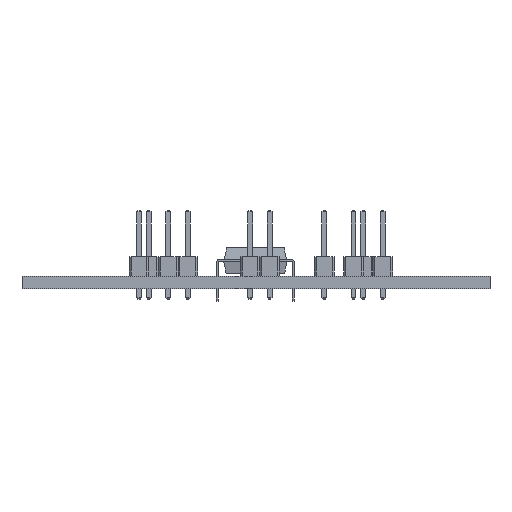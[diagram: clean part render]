
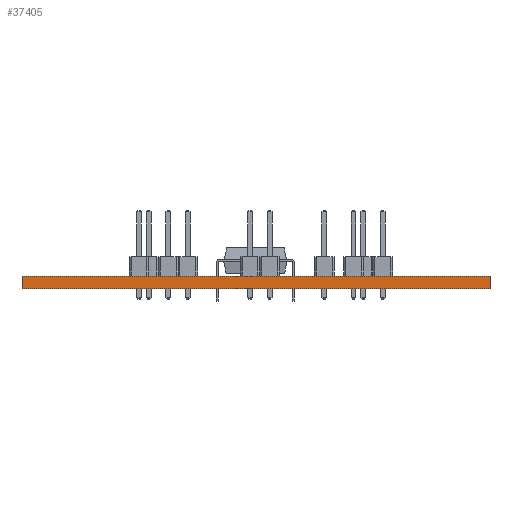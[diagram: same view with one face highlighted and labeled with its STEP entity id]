
A CAD part, front view. The second image highlights one B-rep face of the part: STEP entity #37405.
In plain terms, the highlighted planar face has unit normal (0, -1, 0).
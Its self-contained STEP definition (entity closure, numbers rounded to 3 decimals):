
#37224 = PLANE('',#37225);
#37225 = AXIS2_PLACEMENT_3D('',#37226,#37227,#37228);
#37226 = CARTESIAN_POINT('',(222.25,-45.72,0.));
#37227 = DIRECTION('',(1.,0.,0.));
#37228 = DIRECTION('',(0.,-1.,0.));
#37249 = VERTEX_POINT('',#37250);
#37250 = CARTESIAN_POINT('',(222.25,-144.78,1.6));
#37264 = PLANE('',#37265);
#37265 = AXIS2_PLACEMENT_3D('',#37266,#37267,#37268);
#37266 = CARTESIAN_POINT('',(191.77,-95.25,1.6));
#37267 = DIRECTION('',(0.,0.,-1.));
#37268 = DIRECTION('',(-1.,0.,0.));
#37276 = EDGE_CURVE('',#37277,#37249,#37279,.T.);
#37277 = VERTEX_POINT('',#37278);
#37278 = CARTESIAN_POINT('',(222.25,-144.78,0.));
#37279 = SURFACE_CURVE('',#37280,(#37284,#37291),.PCURVE_S1.);
#37280 = LINE('',#37281,#37282);
#37281 = CARTESIAN_POINT('',(222.25,-144.78,0.));
#37282 = VECTOR('',#37283,1.);
#37283 = DIRECTION('',(0.,0.,1.));
#37284 = PCURVE('',#37224,#37285);
#37285 = DEFINITIONAL_REPRESENTATION('',(#37286),#37290);
#37286 = LINE('',#37287,#37288);
#37287 = CARTESIAN_POINT('',(99.06,0.));
#37288 = VECTOR('',#37289,1.);
#37289 = DIRECTION('',(0.,-1.));
#37290 = ( GEOMETRIC_REPRESENTATION_CONTEXT(2) 
PARAMETRIC_REPRESENTATION_CONTEXT() REPRESENTATION_CONTEXT('2D SPACE',''
  ) );
#37291 = PCURVE('',#37292,#37297);
#37292 = PLANE('',#37293);
#37293 = AXIS2_PLACEMENT_3D('',#37294,#37295,#37296);
#37294 = CARTESIAN_POINT('',(222.25,-144.78,0.));
#37295 = DIRECTION('',(0.,-1.,0.));
#37296 = DIRECTION('',(-1.,0.,0.));
#37297 = DEFINITIONAL_REPRESENTATION('',(#37298),#37302);
#37298 = LINE('',#37299,#37300);
#37299 = CARTESIAN_POINT('',(0.,0.));
#37300 = VECTOR('',#37301,1.);
#37301 = DIRECTION('',(0.,-1.));
#37302 = ( GEOMETRIC_REPRESENTATION_CONTEXT(2) 
PARAMETRIC_REPRESENTATION_CONTEXT() REPRESENTATION_CONTEXT('2D SPACE',''
  ) );
#37318 = PLANE('',#37319);
#37319 = AXIS2_PLACEMENT_3D('',#37320,#37321,#37322);
#37320 = CARTESIAN_POINT('',(191.77,-95.25,0.));
#37321 = DIRECTION('',(0.,0.,-1.));
#37322 = DIRECTION('',(-1.,0.,0.));
#37351 = PLANE('',#37352);
#37352 = AXIS2_PLACEMENT_3D('',#37353,#37354,#37355);
#37353 = CARTESIAN_POINT('',(161.29,-144.78,0.));
#37354 = DIRECTION('',(-1.,0.,0.));
#37355 = DIRECTION('',(0.,1.,0.));
#37405 = ADVANCED_FACE('',(#37406),#37292,.T.);
#37406 = FACE_BOUND('',#37407,.T.);
#37407 = EDGE_LOOP('',(#37408,#37409,#37432,#37455));
#37408 = ORIENTED_EDGE('',*,*,#37276,.T.);
#37409 = ORIENTED_EDGE('',*,*,#37410,.T.);
#37410 = EDGE_CURVE('',#37249,#37411,#37413,.T.);
#37411 = VERTEX_POINT('',#37412);
#37412 = CARTESIAN_POINT('',(161.29,-144.78,1.6));
#37413 = SURFACE_CURVE('',#37414,(#37418,#37425),.PCURVE_S1.);
#37414 = LINE('',#37415,#37416);
#37415 = CARTESIAN_POINT('',(222.25,-144.78,1.6));
#37416 = VECTOR('',#37417,1.);
#37417 = DIRECTION('',(-1.,0.,0.));
#37418 = PCURVE('',#37292,#37419);
#37419 = DEFINITIONAL_REPRESENTATION('',(#37420),#37424);
#37420 = LINE('',#37421,#37422);
#37421 = CARTESIAN_POINT('',(0.,-1.6));
#37422 = VECTOR('',#37423,1.);
#37423 = DIRECTION('',(1.,0.));
#37424 = ( GEOMETRIC_REPRESENTATION_CONTEXT(2) 
PARAMETRIC_REPRESENTATION_CONTEXT() REPRESENTATION_CONTEXT('2D SPACE',''
  ) );
#37425 = PCURVE('',#37264,#37426);
#37426 = DEFINITIONAL_REPRESENTATION('',(#37427),#37431);
#37427 = LINE('',#37428,#37429);
#37428 = CARTESIAN_POINT('',(-30.48,-49.53));
#37429 = VECTOR('',#37430,1.);
#37430 = DIRECTION('',(1.,0.));
#37431 = ( GEOMETRIC_REPRESENTATION_CONTEXT(2) 
PARAMETRIC_REPRESENTATION_CONTEXT() REPRESENTATION_CONTEXT('2D SPACE',''
  ) );
#37432 = ORIENTED_EDGE('',*,*,#37433,.F.);
#37433 = EDGE_CURVE('',#37434,#37411,#37436,.T.);
#37434 = VERTEX_POINT('',#37435);
#37435 = CARTESIAN_POINT('',(161.29,-144.78,0.));
#37436 = SURFACE_CURVE('',#37437,(#37441,#37448),.PCURVE_S1.);
#37437 = LINE('',#37438,#37439);
#37438 = CARTESIAN_POINT('',(161.29,-144.78,0.));
#37439 = VECTOR('',#37440,1.);
#37440 = DIRECTION('',(0.,0.,1.));
#37441 = PCURVE('',#37292,#37442);
#37442 = DEFINITIONAL_REPRESENTATION('',(#37443),#37447);
#37443 = LINE('',#37444,#37445);
#37444 = CARTESIAN_POINT('',(60.96,0.));
#37445 = VECTOR('',#37446,1.);
#37446 = DIRECTION('',(0.,-1.));
#37447 = ( GEOMETRIC_REPRESENTATION_CONTEXT(2) 
PARAMETRIC_REPRESENTATION_CONTEXT() REPRESENTATION_CONTEXT('2D SPACE',''
  ) );
#37448 = PCURVE('',#37351,#37449);
#37449 = DEFINITIONAL_REPRESENTATION('',(#37450),#37454);
#37450 = LINE('',#37451,#37452);
#37451 = CARTESIAN_POINT('',(0.,0.));
#37452 = VECTOR('',#37453,1.);
#37453 = DIRECTION('',(0.,-1.));
#37454 = ( GEOMETRIC_REPRESENTATION_CONTEXT(2) 
PARAMETRIC_REPRESENTATION_CONTEXT() REPRESENTATION_CONTEXT('2D SPACE',''
  ) );
#37455 = ORIENTED_EDGE('',*,*,#37456,.F.);
#37456 = EDGE_CURVE('',#37277,#37434,#37457,.T.);
#37457 = SURFACE_CURVE('',#37458,(#37462,#37469),.PCURVE_S1.);
#37458 = LINE('',#37459,#37460);
#37459 = CARTESIAN_POINT('',(222.25,-144.78,0.));
#37460 = VECTOR('',#37461,1.);
#37461 = DIRECTION('',(-1.,0.,0.));
#37462 = PCURVE('',#37292,#37463);
#37463 = DEFINITIONAL_REPRESENTATION('',(#37464),#37468);
#37464 = LINE('',#37465,#37466);
#37465 = CARTESIAN_POINT('',(0.,0.));
#37466 = VECTOR('',#37467,1.);
#37467 = DIRECTION('',(1.,0.));
#37468 = ( GEOMETRIC_REPRESENTATION_CONTEXT(2) 
PARAMETRIC_REPRESENTATION_CONTEXT() REPRESENTATION_CONTEXT('2D SPACE',''
  ) );
#37469 = PCURVE('',#37318,#37470);
#37470 = DEFINITIONAL_REPRESENTATION('',(#37471),#37475);
#37471 = LINE('',#37472,#37473);
#37472 = CARTESIAN_POINT('',(-30.48,-49.53));
#37473 = VECTOR('',#37474,1.);
#37474 = DIRECTION('',(1.,0.));
#37475 = ( GEOMETRIC_REPRESENTATION_CONTEXT(2) 
PARAMETRIC_REPRESENTATION_CONTEXT() REPRESENTATION_CONTEXT('2D SPACE',''
  ) );
